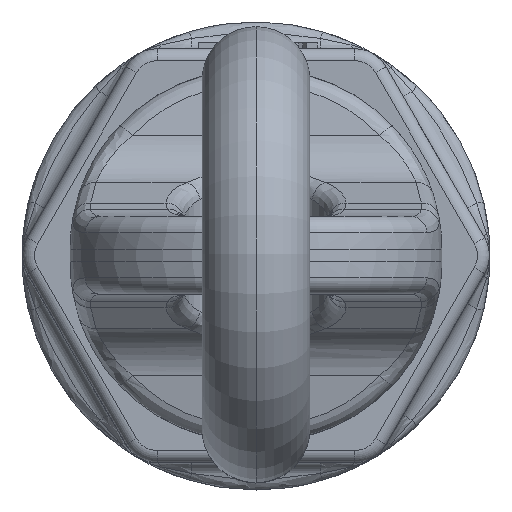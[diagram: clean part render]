
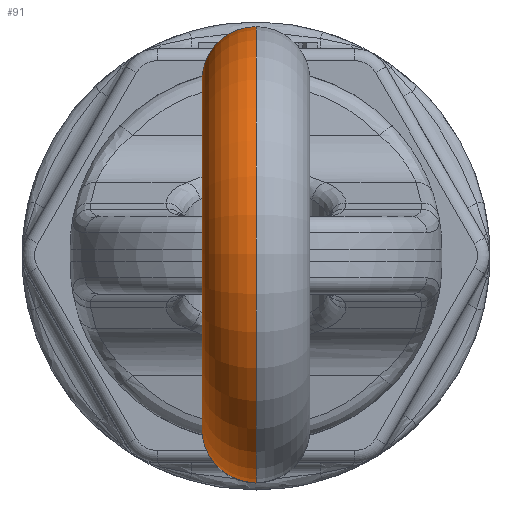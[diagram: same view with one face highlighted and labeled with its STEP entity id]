
A CAD part, top view. The second image highlights one B-rep face of the part: STEP entity #91.
In plain terms, the highlighted toroidal (fillet/blend) face has major radius 29 mm and minor radius 9 mm.
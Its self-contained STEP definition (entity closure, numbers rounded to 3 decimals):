
#52=CARTESIAN_POINT('Axis2P3D Location',(0.,0.,-38.)) ;
#57=CARTESIAN_POINT('Axis2P3D Location',(0.,0.,-38.)) ;
#61=CARTESIAN_POINT('Vertex',(0.,38.,-38.)) ;
#63=CARTESIAN_POINT('Vertex',(0.,-38.,-38.)) ;
#66=CARTESIAN_POINT('Axis2P3D Location',(0.,29.,-38.)) ;
#70=CARTESIAN_POINT('Vertex',(-9.,29.,-38.)) ;
#73=CARTESIAN_POINT('Axis2P3D Location',(-9.,0.,-38.)) ;
#77=CARTESIAN_POINT('Vertex',(-9.,-29.,-38.)) ;
#80=CARTESIAN_POINT('Axis2P3D Location',(0.,-29.,-38.)) ;
#53=DIRECTION('Axis2P3D Direction',(1.,0.,0.)) ;
#54=DIRECTION('Axis2P3D XDirection',(0.,1.,0.)) ;
#58=DIRECTION('Axis2P3D Direction',(1.,0.,0.)) ;
#67=DIRECTION('Axis2P3D Direction',(0.,0.,-1.)) ;
#74=DIRECTION('Axis2P3D Direction',(1.,0.,0.)) ;
#81=DIRECTION('Axis2P3D Direction',(-0.,0.,1.)) ;
#55=AXIS2_PLACEMENT_3D('Torus Axis2P3D',#52,#53,#54) ;
#59=AXIS2_PLACEMENT_3D('Circle Axis2P3D',#57,#58,$) ;
#68=AXIS2_PLACEMENT_3D('Circle Axis2P3D',#66,#67,$) ;
#75=AXIS2_PLACEMENT_3D('Circle Axis2P3D',#73,#74,$) ;
#82=AXIS2_PLACEMENT_3D('Circle Axis2P3D',#80,#81,$) ;
#86=ORIENTED_EDGE('',*,*,#65,.F.) ;
#87=ORIENTED_EDGE('',*,*,#72,.F.) ;
#88=ORIENTED_EDGE('',*,*,#79,.T.) ;
#89=ORIENTED_EDGE('',*,*,#84,.T.) ;
#91=ADVANCED_FACE('\X2\672C9AD4\X0\.2',(#90),#56,.T.) ;
#60=CIRCLE('generated circle',#59,38.) ;
#69=CIRCLE('generated circle',#68,9.) ;
#76=CIRCLE('generated circle',#75,29.) ;
#83=CIRCLE('generated circle',#82,9.) ;
#56=TOROIDAL_SURFACE('homeo Torus',#55,29.,9.) ;
#65=EDGE_CURVE('',#62,#64,#60,.T.) ;
#72=EDGE_CURVE('',#71,#62,#69,.T.) ;
#79=EDGE_CURVE('',#71,#78,#76,.T.) ;
#84=EDGE_CURVE('',#78,#64,#83,.T.) ;
#85=EDGE_LOOP('',(#86,#87,#88,#89)) ;
#90=FACE_OUTER_BOUND('',#85,.T.) ;
#62=VERTEX_POINT('',#61) ;
#64=VERTEX_POINT('',#63) ;
#71=VERTEX_POINT('',#70) ;
#78=VERTEX_POINT('',#77) ;
